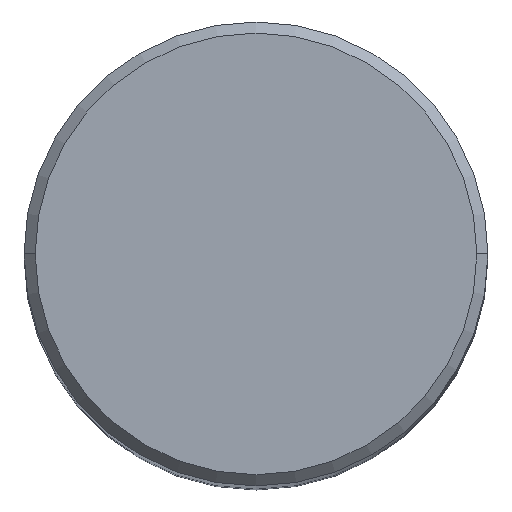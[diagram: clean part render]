
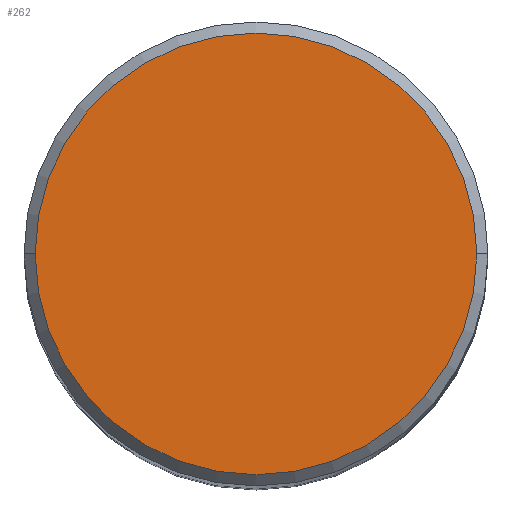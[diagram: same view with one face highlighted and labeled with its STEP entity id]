
A CAD part, top view. The second image highlights one B-rep face of the part: STEP entity #262.
In plain terms, the highlighted planar face has unit normal (0, 0, 1).
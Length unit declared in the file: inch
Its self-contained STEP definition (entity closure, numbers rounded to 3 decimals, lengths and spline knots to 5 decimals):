
#20 = EDGE_LOOP ( 'NONE', ( #57, #226 ) ) ;
#24 = AXIS2_PLACEMENT_3D ( 'NONE', #222, #90, #73 ) ;
#51 = DIRECTION ( 'NONE',  ( 0., 0., 1. ) ) ;
#56 = CARTESIAN_POINT ( 'NONE',  ( 0., 0., 3.5 ) ) ;
#57 = ORIENTED_EDGE ( 'NONE', *, *, #263, .T. ) ;
#70 = CARTESIAN_POINT ( 'NONE',  ( -0.2975, 0., 3.5 ) ) ;
#73 = DIRECTION ( 'NONE',  ( 1., 0., 0. ) ) ;
#74 = VERTEX_POINT ( 'NONE', #70 ) ;
#90 = DIRECTION ( 'NONE',  ( 0., 0., 1. ) ) ;
#95 = CIRCLE ( 'NONE', #165, 0.2975 ) ;
#146 = CARTESIAN_POINT ( 'NONE',  ( 0., 0., 3.5 ) ) ;
#154 = EDGE_CURVE ( 'NONE', #180, #74, #212, .T. ) ;
#165 = AXIS2_PLACEMENT_3D ( 'NONE', #146, #178, #314 ) ;
#178 = DIRECTION ( 'NONE',  ( 0., 0., 1. ) ) ;
#180 = VERTEX_POINT ( 'NONE', #271 ) ;
#210 = AXIS2_PLACEMENT_3D ( 'NONE', #56, #51, #274 ) ;
#211 = FACE_OUTER_BOUND ( 'NONE', #20, .T. ) ;
#212 = CIRCLE ( 'NONE', #24, 0.2975 ) ;
#222 = CARTESIAN_POINT ( 'NONE',  ( 0., 0., 3.5 ) ) ;
#226 = ORIENTED_EDGE ( 'NONE', *, *, #154, .T. ) ;
#231 = PLANE ( 'NONE',  #210 ) ;
#262 = ADVANCED_FACE ( 'NONE', ( #211 ), #231, .T. ) ;
#263 = EDGE_CURVE ( 'NONE', #74, #180, #95, .T. ) ;
#271 = CARTESIAN_POINT ( 'NONE',  ( 0.2975, 0., 3.5 ) ) ;
#274 = DIRECTION ( 'NONE',  ( 1., 0., 0. ) ) ;
#314 = DIRECTION ( 'NONE',  ( 1., 0., 0. ) ) ;
